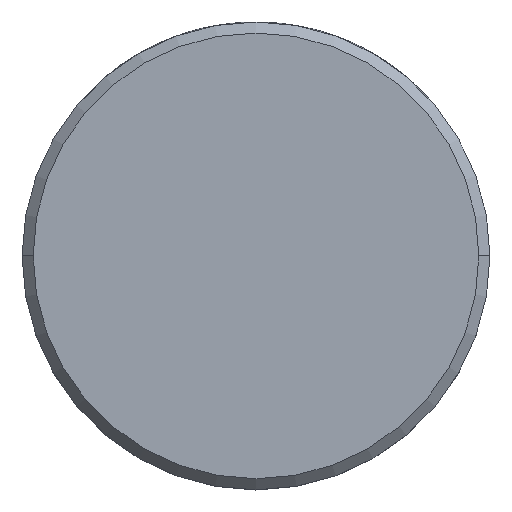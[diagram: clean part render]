
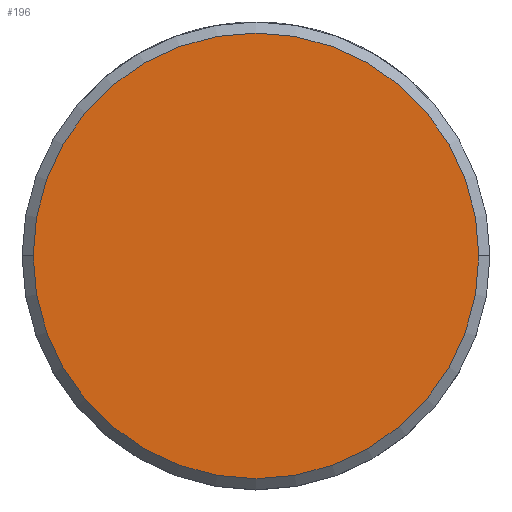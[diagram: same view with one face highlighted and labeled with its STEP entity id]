
A CAD part, top view. The second image highlights one B-rep face of the part: STEP entity #196.
In plain terms, the highlighted planar face has unit normal (0, 0, 1).
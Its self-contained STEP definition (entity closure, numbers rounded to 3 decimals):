
#10 = DIRECTION ( 'NONE',  ( 0., 0., 1. ) ) ;
#11 = CARTESIAN_POINT ( 'NONE',  ( 0., 0., 1.6 ) ) ;
#18 = ORIENTED_EDGE ( 'NONE', *, *, #70, .T. ) ;
#70 = EDGE_CURVE ( 'NONE', #2481, #2095, #145, .T. ) ;
#75 = ORIENTED_EDGE ( 'NONE', *, *, #2478, .T. ) ;
#102 = DIRECTION ( 'NONE',  ( 1., 0., 0. ) ) ;
#103 = DIRECTION ( 'NONE',  ( 0., 0., 1. ) ) ;
#104 = CARTESIAN_POINT ( 'NONE',  ( 0., 0., 1.6 ) ) ;
#105 = AXIS2_PLACEMENT_3D ( 'NONE', #104, #103, #102 ) ;
#111 = FACE_OUTER_BOUND ( 'NONE', #248, .T. ) ;
#112 = PLANE ( 'NONE',  #167 ) ;
#145 = CIRCLE ( 'NONE', #105, 6.05 ) ;
#167 = AXIS2_PLACEMENT_3D ( 'NONE', #11, #10, #226 ) ;
#196 = ADVANCED_FACE ( 'NONE', ( #111 ), #112, .T. ) ;
#226 = DIRECTION ( 'NONE',  ( 1., 0., 0. ) ) ;
#248 = EDGE_LOOP ( 'NONE', ( #18, #75 ) ) ;
#306 = CARTESIAN_POINT ( 'NONE',  ( 6.05, 0., 1.6 ) ) ;
#1711 = AXIS2_PLACEMENT_3D ( 'NONE', #1808, #1807, #1806 ) ;
#1803 = CARTESIAN_POINT ( 'NONE',  ( -6.05, 0., 1.6 ) ) ;
#1806 = DIRECTION ( 'NONE',  ( 1., 0., 0. ) ) ;
#1807 = DIRECTION ( 'NONE',  ( 0., 0., 1. ) ) ;
#1808 = CARTESIAN_POINT ( 'NONE',  ( 0., 0., 1.6 ) ) ;
#1863 = CIRCLE ( 'NONE', #1711, 6.05 ) ;
#2095 = VERTEX_POINT ( 'NONE', #306 ) ;
#2478 = EDGE_CURVE ( 'NONE', #2095, #2481, #1863, .T. ) ;
#2481 = VERTEX_POINT ( 'NONE', #1803 ) ;
